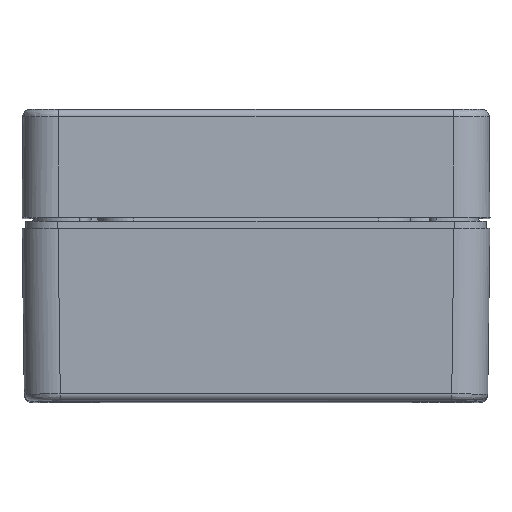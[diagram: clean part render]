
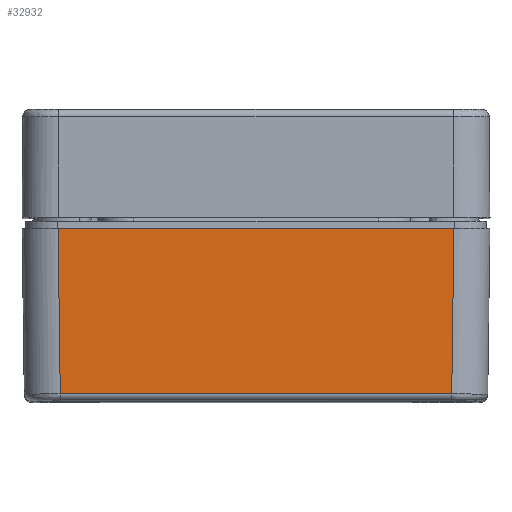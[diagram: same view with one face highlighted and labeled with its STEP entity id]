
A CAD part, top view. The second image highlights one B-rep face of the part: STEP entity #32932.
In plain terms, the highlighted planar face has unit normal (0, -0.013, 1).
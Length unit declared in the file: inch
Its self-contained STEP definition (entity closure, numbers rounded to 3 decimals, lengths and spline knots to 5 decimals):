
#1825 = DIRECTION ( 'NONE',  ( 1., 0., 0. ) ) ;
#1851 = DIRECTION ( 'NONE',  ( -0.013, -1., -0.013 ) ) ;
#1897 = ORIENTED_EDGE ( 'NONE', *, *, #40899, .F. ) ;
#2620 = DIRECTION ( 'NONE',  ( 0., -1., -0.013 ) ) ;
#5668 = VECTOR ( 'NONE', #1851, 39.37008 ) ;
#6197 = DIRECTION ( 'NONE',  ( 0.013, -1., -0.013 ) ) ;
#6889 = VERTEX_POINT ( 'NONE', #34213 ) ;
#9423 = VECTOR ( 'NONE', #43678, 39.37008 ) ;
#9664 = LINE ( 'NONE', #22023, #5668 ) ;
#11467 = CARTESIAN_POINT ( 'NONE',  ( 1.86076, -0.03937, 4.24647 ) ) ;
#12901 = ORIENTED_EDGE ( 'NONE', *, *, #15135, .F. ) ;
#15135 = EDGE_CURVE ( 'NONE', #31681, #6889, #9664, .T. ) ;
#15607 = LINE ( 'NONE', #19389, #37642 ) ;
#17959 = ORIENTED_EDGE ( 'NONE', *, *, #33873, .T. ) ;
#18925 = LINE ( 'NONE', #39618, #9423 ) ;
#19389 = CARTESIAN_POINT ( 'NONE',  ( -0.3036, -0.03937, 4.24647 ) ) ;
#20773 = VECTOR ( 'NONE', #1825, 39.37008 ) ;
#21998 = LINE ( 'NONE', #39209, #20773 ) ;
#22023 = CARTESIAN_POINT ( 'NONE',  ( 1.86109, -0.01417, 4.2468 ) ) ;
#23873 = PLANE ( 'NONE',  #42222 ) ;
#24645 = VERTEX_POINT ( 'NONE', #27985 ) ;
#26825 = FACE_OUTER_BOUND ( 'NONE', #43073, .T. ) ;
#27985 = CARTESIAN_POINT ( 'NONE',  ( -0.3036, -0.03937, 4.24647 ) ) ;
#30185 = EDGE_CURVE ( 'NONE', #24645, #43624, #15607, .T. ) ;
#31681 = VERTEX_POINT ( 'NONE', #11467 ) ;
#32932 = ADVANCED_FACE ( 'NONE', ( #26825 ), #23873, .T. ) ;
#33873 = EDGE_CURVE ( 'NONE', #43624, #6889, #21998, .T. ) ;
#34213 = CARTESIAN_POINT ( 'NONE',  ( 1.8489, -0.9454, 4.23461 ) ) ;
#35977 = CARTESIAN_POINT ( 'NONE',  ( -0.50095, 0., 4.24698 ) ) ;
#37642 = VECTOR ( 'NONE', #6197, 39.37008 ) ;
#39209 = CARTESIAN_POINT ( 'NONE',  ( -0.50095, -0.9454, 4.23461 ) ) ;
#39618 = CARTESIAN_POINT ( 'NONE',  ( 0.77858, -0.03937, 4.24647 ) ) ;
#40899 = EDGE_CURVE ( 'NONE', #24645, #31681, #18925, .T. ) ;
#42222 = AXIS2_PLACEMENT_3D ( 'NONE', #35977, #51864, #2620 ) ;
#42581 = ORIENTED_EDGE ( 'NONE', *, *, #30185, .T. ) ;
#43073 = EDGE_LOOP ( 'NONE', ( #17959, #12901, #1897, #42581 ) ) ;
#43624 = VERTEX_POINT ( 'NONE', #49609 ) ;
#43678 = DIRECTION ( 'NONE',  ( 1., 0., 0. ) ) ;
#49609 = CARTESIAN_POINT ( 'NONE',  ( -0.29174, -0.9454, 4.23461 ) ) ;
#51864 = DIRECTION ( 'NONE',  ( 0., -0.013, 1. ) ) ;
